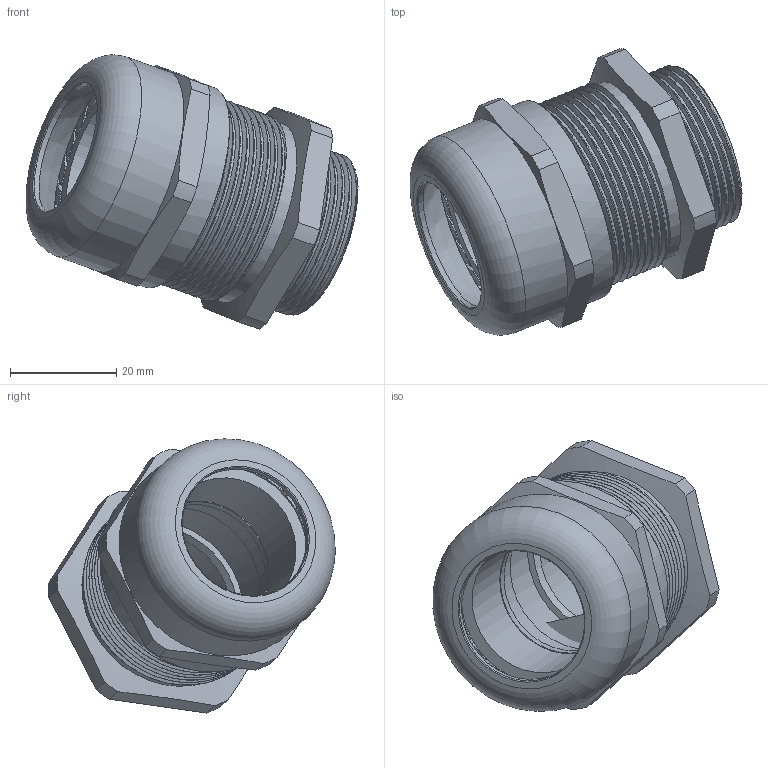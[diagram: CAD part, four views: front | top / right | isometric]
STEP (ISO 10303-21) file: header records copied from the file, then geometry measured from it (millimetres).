
FILE_DESCRIPTION(/* description */ ('Euro-Top M 32x1,5, KB: 18-25 mm'),/* implementation_level */ '2;1');
FILE_NAME(/* name */ 'R60080533-RST.stp',/* time_stamp */ '2022-06-02T10:35:53+02:00',/* author */ ('sl'),/* organization */ (''),/* preprocessor_version */ 'ST-DEVELOPER v16.5',/* originating_system */ 'Autodesk Inventor 2017',/* authorisation */ '');
FILE_SCHEMA (('AUTOMOTIVE_DESIGN { 1 0 10303 214 3 1 1 }'));
Length unit declared in the file: millimetre
Products named in the file (6): R60080533; R60080533_1; R60080533_2; R60080533_3; R60080533_4; 60080532
Assembly tree (5 placements, depth 2):
  R60080533
    R60080533_1
    R60080533_2
    R60080533_3
    R60080533_4
    60080532
Bounding box: 62.36 x 53.85 x 51.51 mm (x, y, z)
Volume: 15354 mm3; surface area: 27693.8 mm2
Topology: 4 solids, 5 shells, 272 faces, 745 edges, 487 vertices
Faces by surface type: plane 132, cylinder 87, torus 24, cone 23, bspline 6
Full cylindrical faces by diameter (mm): 25.29 x1, 25.53 x1, 25.84 x1, 27.95 x1, 29.27 x1, 30.06 x1, 30.22 x1, 30.49 x1, 31.82 x1, 32.4 x1, 33.95 x1, 34.13 x1, 35.26 x1, 35.47 x2, 35.5 x4, 39.68 x2
Entity records: 13643 total; most frequent: CARTESIAN_POINT 6759, DIRECTION 1450, ORIENTED_EDGE 1362, EDGE_CURVE 681, AXIS2_PLACEMENT_3D 578, VERTEX_POINT 459, EDGE_LOOP 314, CIRCLE 305
